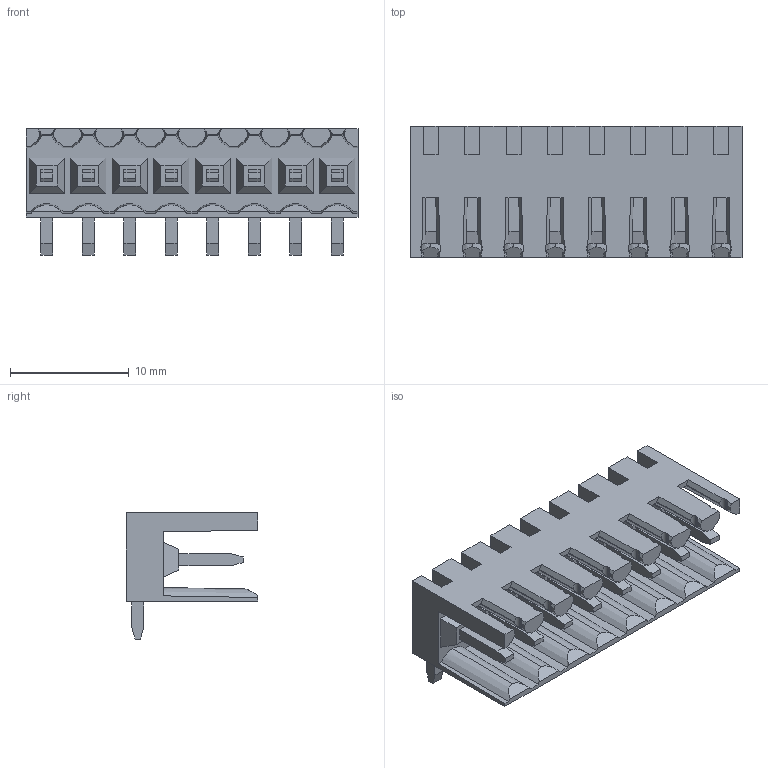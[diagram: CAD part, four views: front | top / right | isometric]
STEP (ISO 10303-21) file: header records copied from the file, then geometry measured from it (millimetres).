
FILE_DESCRIPTION(('CATIA V5 STEP Exchange','CAx-IF Rec.Pracs.--- Model Styling and Organization---1.4--- 2014-01-23'),'2;1');
FILE_NAME ('D1454366_0_1678850000_1678850000.stp','2019-11-21T11:54:49+00:00',('none'),('Weidmueller'),'CATIA Version 5-6 Release 2016 SP3 HF44','CATIA V5 STEP AP214','none');
FILE_SCHEMA(('AUTOMOTIVE_DESIGN { 1 0 10303 214 1 1 1 1 }'));
Length unit declared in the file: millimetre
Products named in the file (1): 1678850000
Bounding box: 28 x 11.05 x 10.65 mm (x, y, z)
Volume: 1011.6 mm3; surface area: 2449.4 mm2
Topology: 9 solids, 9 shells, 522 faces, 1538 edges, 1034 vertices
Faces by surface type: plane 410, cylinder 64, cone 48
Entity records: 17104 total; most frequent: CARTESIAN_POINT 3827, ORIENTED_EDGE 3076, DIRECTION 2154, EDGE_CURVE 1538, VECTOR 1178, LINE 1178, VERTEX_POINT 1034, AXIS2_PLACEMENT_3D 589
